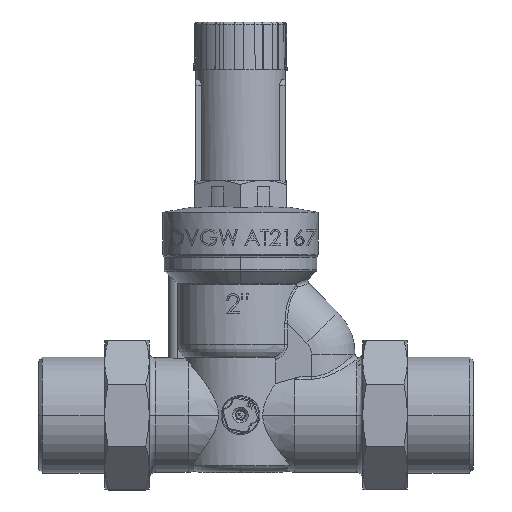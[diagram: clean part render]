
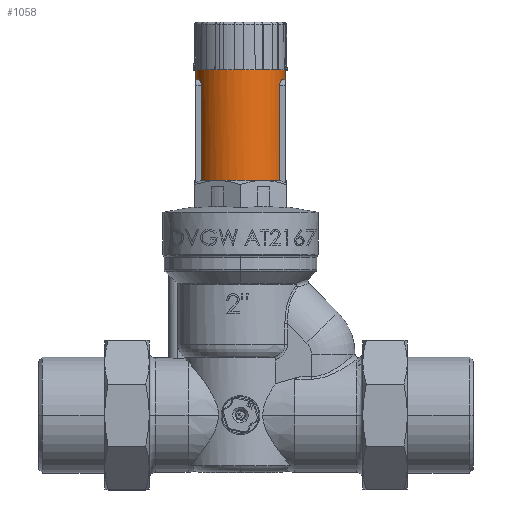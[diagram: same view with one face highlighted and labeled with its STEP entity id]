
A CAD part, top view. The second image highlights one B-rep face of the part: STEP entity #1058.
In plain terms, the highlighted cylindrical face has radius 23 mm (diameter 46 mm), a partial arc.
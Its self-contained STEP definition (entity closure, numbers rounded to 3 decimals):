
#351 = AXIS2_PLACEMENT_3D ( 'NONE', #42940, #20927, #24784 ) ;
#729 = AXIS2_PLACEMENT_3D ( 'NONE', #36944, #36706, #29937 ) ;
#955 = CARTESIAN_POINT ( 'NONE',  ( -60.61, 152.151, 9.298 ) ) ;
#1058 = ADVANCED_FACE ( 'NONE', ( #47384 ), #14232, .T. ) ;
#2441 = DIRECTION ( 'NONE',  ( -1., 0., 0. ) ) ;
#2923 = ORIENTED_EDGE ( 'NONE', *, *, #9178, .T. ) ;
#3590 = CARTESIAN_POINT ( 'NONE',  ( -19.373, 149.647, 11. ) ) ;
#4349 = CARTESIAN_POINT ( 'NONE',  ( -59.829, 150.258, 10.894 ) ) ;
#4582 = CARTESIAN_POINT ( 'NONE',  ( -60.534, 152.063, 9.467 ) ) ;
#5245 = CARTESIAN_POINT ( 'NONE',  ( -18.832, 151.734, 9.942 ) ) ;
#5421 = CARTESIAN_POINT ( 'NONE',  ( -62.572, 50.541, 0. ) ) ;
#6235 = AXIS2_PLACEMENT_3D ( 'NONE', #20877, #35608, #2441 ) ;
#6892 = ORIENTED_EDGE ( 'NONE', *, *, #8375, .F. ) ;
#6964 = DIRECTION ( 'NONE',  ( -1., 0., 0. ) ) ;
#7238 = EDGE_LOOP ( 'NONE', ( #6892, #41710, #15453, #45791, #26494, #2923, #24352, #42255, #45957, #8024, #40914 ) ) ;
#7630 = CARTESIAN_POINT ( 'NONE',  ( -39.572, 157.44, 0. ) ) ;
#7978 = CARTESIAN_POINT ( 'NONE',  ( -60.386, 151.855, 9.79 ) ) ;
#8024 = ORIENTED_EDGE ( 'NONE', *, *, #35209, .T. ) ;
#8070 = CIRCLE ( 'NONE', #351, 23. ) ;
#8251 = CARTESIAN_POINT ( 'NONE',  ( -19.373, 100.44, 11. ) ) ;
#8261 = EDGE_CURVE ( 'NONE', #26633, #28092, #23715, .T. ) ;
#8375 = EDGE_CURVE ( 'NONE', #40508, #43654, #44006, .T. ) ;
#8394 = CARTESIAN_POINT ( 'NONE',  ( -19.373, 149.44, 11. ) ) ;
#9178 = EDGE_CURVE ( 'NONE', #36154, #45128, #12798, .T. ) ;
#10053 = EDGE_CURVE ( 'NONE', #43346, #40508, #17297, .T. ) ;
#10998 = CIRCLE ( 'NONE', #34957, 23. ) ;
#11463 = B_SPLINE_CURVE_WITH_KNOTS ( 'NONE', 3,
 ( #36761, #3590, #21548, #25402, #18376, #29750, #12038, #5245, #11555, #34325, #33848, #12512, #29986, #37474, #15210, #44737 ),
 .UNSPECIFIED., .F., .F.,
 ( 4, 2, 2, 2, 2, 2, 2, 4 ),
 ( 0., 0.001, 0.001, 0.002, 0.003, 0.004, 0.004, 0.005 ),
 .UNSPECIFIED. ) ;
#11555 = CARTESIAN_POINT ( 'NONE',  ( -18.759, 151.856, 9.789 ) ) ;
#11841 = CARTESIAN_POINT ( 'NONE',  ( -60.84, 152.348, 8.759 ) ) ;
#12038 = CARTESIAN_POINT ( 'NONE',  ( -19.036, 151.331, 10.361 ) ) ;
#12088 = CARTESIAN_POINT ( 'NONE',  ( -60.177, 151.465, 10.221 ) ) ;
#12512 = CARTESIAN_POINT ( 'NONE',  ( -18.381, 152.294, 8.943 ) ) ;
#12798 = B_SPLINE_CURVE_WITH_KNOTS ( 'NONE', 3,
 ( #26400, #41396, #37763, #11841, #15485, #955, #4582, #7978, #37525, #12088, #30508, #30268, #19856, #15978, #4349, #19148, #34618, #30747 ),
 .UNSPECIFIED., .F., .F.,
 ( 4, 2, 2, 2, 2, 2, 2, 2, 4 ),
 ( 0.015, 0.015, 0.016, 0.016, 0.017, 0.018, 0.018, 0.019, 0.019 ),
 .UNSPECIFIED. ) ;
#13284 = VECTOR ( 'NONE', #34982, 1000. ) ;
#13502 = DIRECTION ( 'NONE',  ( 0., 1., 0. ) ) ;
#13980 = DIRECTION ( 'NONE',  ( 0., -1., 0. ) ) ;
#14232 = CYLINDRICAL_SURFACE ( 'NONE', #32397, 23. ) ;
#15210 = CARTESIAN_POINT ( 'NONE',  ( -18.08, 152.44, 8.193 ) ) ;
#15419 = CIRCLE ( 'NONE', #729, 23. ) ;
#15453 = ORIENTED_EDGE ( 'NONE', *, *, #31775, .F. ) ;
#15485 = CARTESIAN_POINT ( 'NONE',  ( -60.763, 152.293, 8.945 ) ) ;
#15978 = CARTESIAN_POINT ( 'NONE',  ( -59.862, 150.45, 10.832 ) ) ;
#17297 = CIRCLE ( 'NONE', #20408, 23. ) ;
#17638 = VERTEX_POINT ( 'NONE', #29844 ) ;
#17644 = CARTESIAN_POINT ( 'NONE',  ( -59.771, 50.541, 11. ) ) ;
#17837 = VERTEX_POINT ( 'NONE', #43111 ) ;
#18057 = EDGE_CURVE ( 'NONE', #45128, #24115, #21283, .T. ) ;
#18282 = DIRECTION ( 'NONE',  ( 0., 1., 0. ) ) ;
#18376 = CARTESIAN_POINT ( 'NONE',  ( -19.283, 150.447, 10.833 ) ) ;
#18587 = DIRECTION ( 'NONE',  ( 0., -1., 0. ) ) ;
#19148 = CARTESIAN_POINT ( 'NONE',  ( -59.783, 149.854, 10.978 ) ) ;
#19856 = CARTESIAN_POINT ( 'NONE',  ( -59.946, 150.817, 10.673 ) ) ;
#20303 = VECTOR ( 'NONE', #18587, 1000. ) ;
#20408 = AXIS2_PLACEMENT_3D ( 'NONE', #7630, #22189, #40560 ) ;
#20877 = CARTESIAN_POINT ( 'NONE',  ( -39.572, 100.44, 0. ) ) ;
#20927 = DIRECTION ( 'NONE',  ( 0., 1., 0. ) ) ;
#21283 = LINE ( 'NONE', #17644, #27617 ) ;
#21548 = CARTESIAN_POINT ( 'NONE',  ( -19.362, 149.851, 10.979 ) ) ;
#22189 = DIRECTION ( 'NONE',  ( 0., 1., 0. ) ) ;
#23002 = VERTEX_POINT ( 'NONE', #27508 ) ;
#23161 = CARTESIAN_POINT ( 'NONE',  ( -59.771, 149.44, 11. ) ) ;
#23715 = LINE ( 'NONE', #31910, #41925 ) ;
#24115 = VERTEX_POINT ( 'NONE', #37328 ) ;
#24352 = ORIENTED_EDGE ( 'NONE', *, *, #18057, .T. ) ;
#24784 = DIRECTION ( 'NONE',  ( 0., 0., -1. ) ) ;
#25402 = CARTESIAN_POINT ( 'NONE',  ( -19.317, 150.25, 10.896 ) ) ;
#25533 = DIRECTION ( 'NONE',  ( -1., 0., 0. ) ) ;
#26261 = EDGE_CURVE ( 'NONE', #17837, #36154, #15419, .T. ) ;
#26400 = CARTESIAN_POINT ( 'NONE',  ( -61.136, 152.44, 8. ) ) ;
#26494 = ORIENTED_EDGE ( 'NONE', *, *, #26261, .T. ) ;
#26633 = VERTEX_POINT ( 'NONE', #8251 ) ;
#27508 = CARTESIAN_POINT ( 'NONE',  ( -18.008, 152.44, 8. ) ) ;
#27617 = VECTOR ( 'NONE', #13980, 1000. ) ;
#27635 = EDGE_CURVE ( 'NONE', #23002, #43654, #10998, .T. ) ;
#28092 = VERTEX_POINT ( 'NONE', #8394 ) ;
#28731 = CARTESIAN_POINT ( 'NONE',  ( -16.572, 157.44, 0. ) ) ;
#28767 = CARTESIAN_POINT ( 'NONE',  ( -16.572, 50.541, 0. ) ) ;
#29750 = CARTESIAN_POINT ( 'NONE',  ( -19.156, 151.001, 10.593 ) ) ;
#29844 = CARTESIAN_POINT ( 'NONE',  ( -62.572, 157.44, 0. ) ) ;
#29937 = DIRECTION ( 'NONE',  ( -1., 0., 0. ) ) ;
#29986 = CARTESIAN_POINT ( 'NONE',  ( -18.304, 152.349, 8.757 ) ) ;
#30268 = CARTESIAN_POINT ( 'NONE',  ( -59.998, 150.993, 10.574 ) ) ;
#30508 = CARTESIAN_POINT ( 'NONE',  ( -60.114, 151.318, 10.348 ) ) ;
#30534 = CARTESIAN_POINT ( 'NONE',  ( -16.572, 152.44, 0. ) ) ;
#30747 = CARTESIAN_POINT ( 'NONE',  ( -59.771, 149.44, 11. ) ) ;
#31775 = EDGE_CURVE ( 'NONE', #17638, #43346, #8070, .T. ) ;
#31910 = CARTESIAN_POINT ( 'NONE',  ( -19.373, 50.541, 11. ) ) ;
#32067 = LINE ( 'NONE', #5421, #13284 ) ;
#32397 = AXIS2_PLACEMENT_3D ( 'NONE', #40132, #35536, #6964 ) ;
#33848 = CARTESIAN_POINT ( 'NONE',  ( -18.534, 152.151, 9.297 ) ) ;
#34325 = CARTESIAN_POINT ( 'NONE',  ( -18.61, 152.064, 9.467 ) ) ;
#34618 = CARTESIAN_POINT ( 'NONE',  ( -59.771, 149.647, 11. ) ) ;
#34957 = AXIS2_PLACEMENT_3D ( 'NONE', #40529, #18282, #25533 ) ;
#34982 = DIRECTION ( 'NONE',  ( 0., -1., 0. ) ) ;
#35209 = EDGE_CURVE ( 'NONE', #28092, #23002, #11463, .T. ) ;
#35536 = DIRECTION ( 'NONE',  ( 0., -1., 0. ) ) ;
#35608 = DIRECTION ( 'NONE',  ( 0., -1., 0. ) ) ;
#36154 = VERTEX_POINT ( 'NONE', #47660 ) ;
#36706 = DIRECTION ( 'NONE',  ( 0., 1., 0. ) ) ;
#36761 = CARTESIAN_POINT ( 'NONE',  ( -19.373, 149.44, 11. ) ) ;
#36944 = CARTESIAN_POINT ( 'NONE',  ( -39.572, 152.44, 0. ) ) ;
#37328 = CARTESIAN_POINT ( 'NONE',  ( -59.771, 100.44, 11. ) ) ;
#37474 = CARTESIAN_POINT ( 'NONE',  ( -18.154, 152.421, 8.383 ) ) ;
#37525 = CARTESIAN_POINT ( 'NONE',  ( -60.313, 151.733, 9.943 ) ) ;
#37763 = CARTESIAN_POINT ( 'NONE',  ( -60.991, 152.421, 8.384 ) ) ;
#37840 = CARTESIAN_POINT ( 'NONE',  ( -50.202, 157.44, 20.396 ) ) ;
#39723 = EDGE_CURVE ( 'NONE', #26633, #24115, #47214, .T. ) ;
#40132 = CARTESIAN_POINT ( 'NONE',  ( -39.572, 50.541, 0. ) ) ;
#40508 = VERTEX_POINT ( 'NONE', #28731 ) ;
#40529 = CARTESIAN_POINT ( 'NONE',  ( -39.572, 152.44, 0. ) ) ;
#40560 = DIRECTION ( 'NONE',  ( 0., 0., -1. ) ) ;
#40914 = ORIENTED_EDGE ( 'NONE', *, *, #27635, .T. ) ;
#41396 = CARTESIAN_POINT ( 'NONE',  ( -61.064, 152.44, 8.193 ) ) ;
#41697 = EDGE_CURVE ( 'NONE', #17638, #17837, #32067, .T. ) ;
#41710 = ORIENTED_EDGE ( 'NONE', *, *, #10053, .F. ) ;
#41925 = VECTOR ( 'NONE', #13502, 1000. ) ;
#42255 = ORIENTED_EDGE ( 'NONE', *, *, #39723, .F. ) ;
#42940 = CARTESIAN_POINT ( 'NONE',  ( -39.572, 157.44, 0. ) ) ;
#43111 = CARTESIAN_POINT ( 'NONE',  ( -62.572, 152.44, 0. ) ) ;
#43346 = VERTEX_POINT ( 'NONE', #37840 ) ;
#43654 = VERTEX_POINT ( 'NONE', #30534 ) ;
#44006 = LINE ( 'NONE', #28767, #20303 ) ;
#44737 = CARTESIAN_POINT ( 'NONE',  ( -18.008, 152.44, 8. ) ) ;
#45128 = VERTEX_POINT ( 'NONE', #23161 ) ;
#45791 = ORIENTED_EDGE ( 'NONE', *, *, #41697, .T. ) ;
#45957 = ORIENTED_EDGE ( 'NONE', *, *, #8261, .T. ) ;
#47214 = CIRCLE ( 'NONE', #6235, 23. ) ;
#47384 = FACE_OUTER_BOUND ( 'NONE', #7238, .T. ) ;
#47660 = CARTESIAN_POINT ( 'NONE',  ( -61.136, 152.44, 8. ) ) ;
